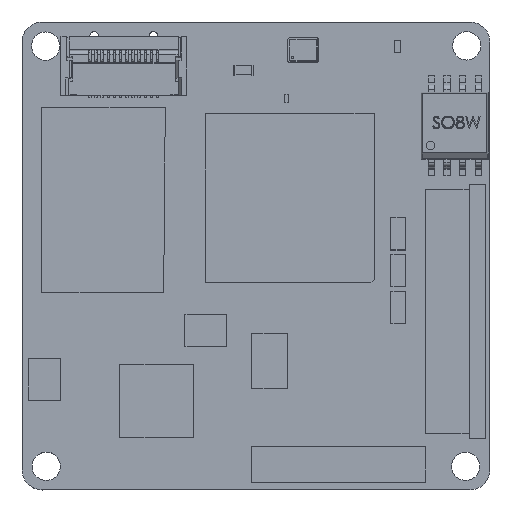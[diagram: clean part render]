
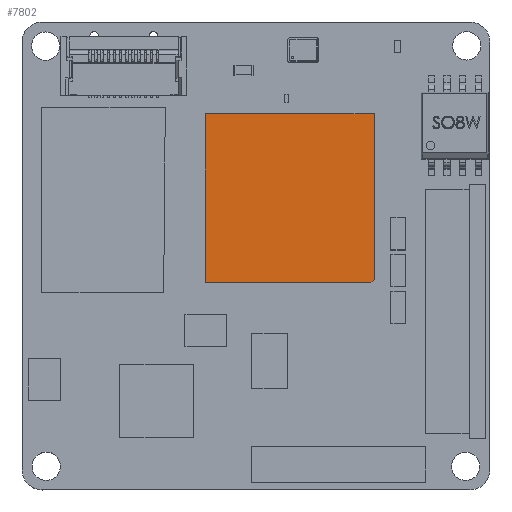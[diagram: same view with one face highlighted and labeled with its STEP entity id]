
A CAD part, top view. The second image highlights one B-rep face of the part: STEP entity #7802.
In plain terms, the highlighted planar face has unit normal (0, 0, 1).
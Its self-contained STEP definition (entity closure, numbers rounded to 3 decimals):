
#7635=DIRECTION('',(-1.,0.,0.));
#7636=VECTOR('',#7635,13.716);
#7637=CARTESIAN_POINT('',(6.858,6.858,0.949));
#7638=LINE('',#7637,#7636);
#7647=DIRECTION('',(0.,1.,0.));
#7648=VECTOR('',#7647,13.462);
#7649=CARTESIAN_POINT('',(6.858,-6.604,0.949));
#7650=LINE('',#7649,#7648);
#7663=DIRECTION('',(1.,0.,0.));
#7664=VECTOR('',#7663,13.462);
#7665=CARTESIAN_POINT('',(-6.858,-6.858,0.949));
#7666=LINE('',#7665,#7664);
#7675=DIRECTION('',(0.,-1.,0.));
#7676=VECTOR('',#7675,13.716);
#7677=CARTESIAN_POINT('',(-6.858,6.858,0.949));
#7678=LINE('',#7677,#7676);
#7687=DIRECTION('',(-0.707,-0.707,0.));
#7688=VECTOR('',#7687,0.359);
#7689=CARTESIAN_POINT('',(6.858,-6.604,0.949));
#7690=LINE('',#7689,#7688);
#7695=CARTESIAN_POINT('',(6.858,6.858,0.949));
#7697=VERTEX_POINT('',#7695);
#7699=CARTESIAN_POINT('',(-6.858,6.858,0.949));
#7700=VERTEX_POINT('',#7699);
#7703=CARTESIAN_POINT('',(6.858,-6.604,0.949));
#7705=VERTEX_POINT('',#7703);
#7707=CARTESIAN_POINT('',(6.604,-6.858,0.949));
#7709=VERTEX_POINT('',#7707);
#7711=CARTESIAN_POINT('',(-6.858,-6.858,0.949));
#7713=VERTEX_POINT('',#7711);
#7790=CARTESIAN_POINT('',(6.858,6.858,0.949));
#7791=DIRECTION('',(0.,0.,-1.));
#7792=DIRECTION('',(-1.,0.,0.));
#7793=AXIS2_PLACEMENT_3D('',#7790,#7791,#7792);
#7794=PLANE('',#7793);
#7795=ORIENTED_EDGE('',*,*,#7722,.F.);
#7796=ORIENTED_EDGE('',*,*,#7738,.F.);
#7797=ORIENTED_EDGE('',*,*,#7753,.T.);
#7798=ORIENTED_EDGE('',*,*,#7768,.F.);
#7799=ORIENTED_EDGE('',*,*,#7782,.F.);
#7800=EDGE_LOOP('',(#7795,#7796,#7797,#7798,#7799));
#7801=FACE_OUTER_BOUND('',#7800,.F.);
#7722=EDGE_CURVE('',#7697,#7700,#7638,.T.);
#7738=EDGE_CURVE('',#7705,#7697,#7650,.T.);
#7753=EDGE_CURVE('',#7705,#7709,#7690,.T.);
#7768=EDGE_CURVE('',#7713,#7709,#7666,.T.);
#7782=EDGE_CURVE('',#7700,#7713,#7678,.T.);
#7802=ADVANCED_FACE('',(#7801),#7794,.F.);
